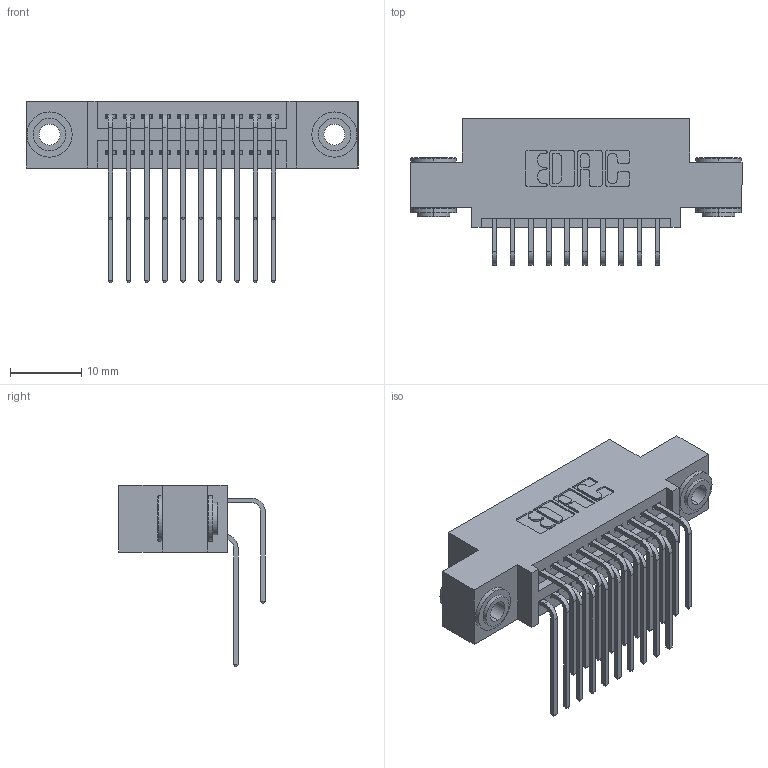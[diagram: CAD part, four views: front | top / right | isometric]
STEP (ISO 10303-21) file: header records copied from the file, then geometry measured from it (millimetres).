
FILE_DESCRIPTION (( 'STEP AP203' ), '1' );
FILE_NAME ('345-020-559-503.STEP', '2019-10-27T09:34:44', ( '' ), ( '' ), 'SwSTEP 2.0', 'SolidWorks 2016', '' );
FILE_SCHEMA (( 'CONFIG_CONTROL_DESIGN' ));
Length unit declared in the file: inch
Products named in the file (5): 345-292-001_559 Tail - 2; 345-020-559-503; 345-292-001_558 559 Tail - 1; 345 Part_0.110 Offset - 0.156 Dia-TH; 345-250-002_345-250-002-102
Assembly tree (23 placements, depth 2):
  345-020-559-503
    345 Part_0.110 Offset - 0.156 Dia-TH
    345-292-001_558 559 Tail - 1  x10
    345-292-001_559 Tail - 2  x10
    345-250-002_345-250-002-102  x2
Bounding box: 46.61 x 20.56 x 25.53 mm (x, y, z)
Volume: 4292 mm3; surface area: 6564.8 mm2
Topology: 23 solids, 23 shells, 1208 faces, 3529 edges, 2322 vertices
Faces by surface type: plane 794, cylinder 406, cone 8
Entity records: 14588 total; most frequent: CARTESIAN_POINT 2498, ORIENTED_EDGE 2374, DIRECTION 2245, EDGE_CURVE 1187, VECTOR 951, LINE 951, VERTEX_POINT 786, AXIS2_PLACEMENT_3D 647
